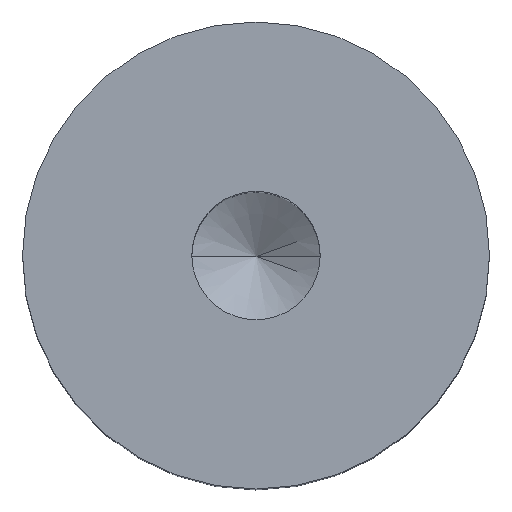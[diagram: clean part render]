
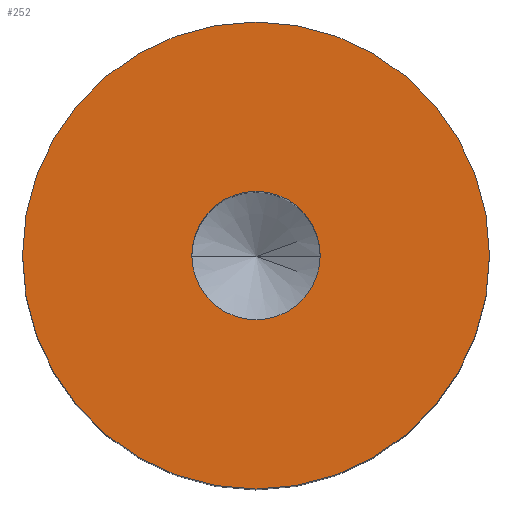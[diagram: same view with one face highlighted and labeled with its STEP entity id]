
A CAD part, top view. The second image highlights one B-rep face of the part: STEP entity #252.
In plain terms, the highlighted planar face has unit normal (0, 0, 1).
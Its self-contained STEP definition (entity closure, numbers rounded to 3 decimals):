
#8 = CIRCLE ( 'NONE', #165, 1.65 ) ;
#13 = VERTEX_POINT ( 'NONE', #162 ) ;
#22 = FACE_OUTER_BOUND ( 'NONE', #211, .T. ) ;
#23 = AXIS2_PLACEMENT_3D ( 'NONE', #81, #285, #111 ) ;
#29 = PLANE ( 'NONE',  #23 ) ;
#51 = DIRECTION ( 'NONE',  ( 0., 0., 1. ) ) ;
#54 = DIRECTION ( 'NONE',  ( 0., 0., 1. ) ) ;
#59 = VERTEX_POINT ( 'NONE', #244 ) ;
#61 = EDGE_LOOP ( 'NONE', ( #80, #312 ) ) ;
#73 = ORIENTED_EDGE ( 'NONE', *, *, #185, .T. ) ;
#80 = ORIENTED_EDGE ( 'NONE', *, *, #272, .F. ) ;
#81 = CARTESIAN_POINT ( 'NONE',  ( 0., 0., 0. ) ) ;
#101 = AXIS2_PLACEMENT_3D ( 'NONE', #204, #333, #365 ) ;
#104 = CIRCLE ( 'NONE', #215, 6. ) ;
#111 = DIRECTION ( 'NONE',  ( 1., 0., 0. ) ) ;
#124 = AXIS2_PLACEMENT_3D ( 'NONE', #309, #54, #337 ) ;
#145 = DIRECTION ( 'NONE',  ( 0., 0., 1. ) ) ;
#154 = EDGE_CURVE ( 'NONE', #13, #346, #8, .T. ) ;
#162 = CARTESIAN_POINT ( 'NONE',  ( -1.65, 0., 0. ) ) ;
#165 = AXIS2_PLACEMENT_3D ( 'NONE', #327, #51, #168 ) ;
#168 = DIRECTION ( 'NONE',  ( 1., 0., 0. ) ) ;
#176 = CIRCLE ( 'NONE', #124, 1.65 ) ;
#185 = EDGE_CURVE ( 'NONE', #343, #59, #288, .T. ) ;
#204 = CARTESIAN_POINT ( 'NONE',  ( 0., 0., 0. ) ) ;
#209 = CARTESIAN_POINT ( 'NONE',  ( 1.65, 0., 0. ) ) ;
#211 = EDGE_LOOP ( 'NONE', ( #298, #73 ) ) ;
#215 = AXIS2_PLACEMENT_3D ( 'NONE', #331, #145, #364 ) ;
#222 = EDGE_CURVE ( 'NONE', #59, #343, #104, .T. ) ;
#244 = CARTESIAN_POINT ( 'NONE',  ( 6., 0., 0. ) ) ;
#252 = ADVANCED_FACE ( 'NONE', ( #334, #22 ), #29, .T. ) ;
#272 = EDGE_CURVE ( 'NONE', #346, #13, #176, .T. ) ;
#285 = DIRECTION ( 'NONE',  ( 0., 0., 1. ) ) ;
#288 = CIRCLE ( 'NONE', #101, 6. ) ;
#290 = CARTESIAN_POINT ( 'NONE',  ( -6., 0., 0. ) ) ;
#298 = ORIENTED_EDGE ( 'NONE', *, *, #222, .T. ) ;
#309 = CARTESIAN_POINT ( 'NONE',  ( 0., 0., 0. ) ) ;
#312 = ORIENTED_EDGE ( 'NONE', *, *, #154, .F. ) ;
#327 = CARTESIAN_POINT ( 'NONE',  ( 0., 0., 0. ) ) ;
#331 = CARTESIAN_POINT ( 'NONE',  ( 0., 0., 0. ) ) ;
#333 = DIRECTION ( 'NONE',  ( 0., 0., 1. ) ) ;
#334 = FACE_BOUND ( 'NONE', #61, .T. ) ;
#337 = DIRECTION ( 'NONE',  ( 1., 0., 0. ) ) ;
#343 = VERTEX_POINT ( 'NONE', #290 ) ;
#346 = VERTEX_POINT ( 'NONE', #209 ) ;
#364 = DIRECTION ( 'NONE',  ( 1., 0., 0. ) ) ;
#365 = DIRECTION ( 'NONE',  ( 1., 0., 0. ) ) ;
